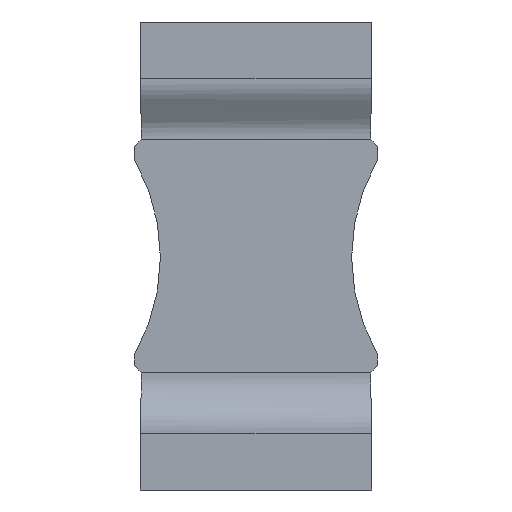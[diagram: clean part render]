
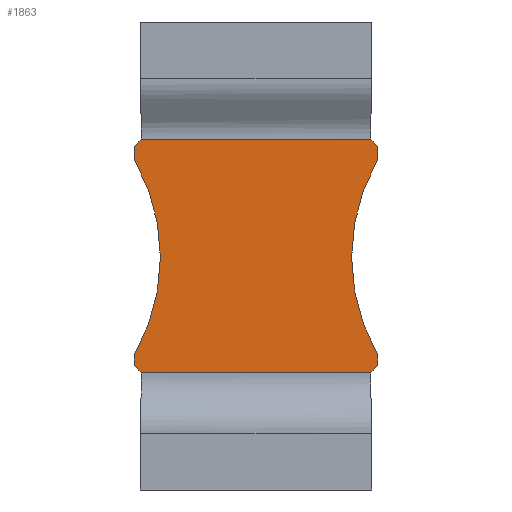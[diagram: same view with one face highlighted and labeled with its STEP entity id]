
A CAD part, front view. The second image highlights one B-rep face of the part: STEP entity #1863.
In plain terms, the highlighted planar face has unit normal (0, -1, 0).
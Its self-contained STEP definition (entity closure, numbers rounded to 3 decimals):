
#10 = CARTESIAN_POINT ( 'NONE',  ( 0., 0.4, 2.338 ) ) ;
#166 = DIRECTION ( 'NONE',  ( 0., 0., 1. ) ) ;
#300 = CARTESIAN_POINT ( 'NONE',  ( 0., 0.4, -2.338 ) ) ;
#363 = ORIENTED_EDGE ( 'NONE', *, *, #9074, .T. ) ;
#373 = EDGE_CURVE ( 'NONE', #8911, #2016, #8507, .T. ) ;
#438 = DIRECTION ( 'NONE',  ( 0., 1., 0. ) ) ;
#484 = VERTEX_POINT ( 'NONE', #11665 ) ;
#512 = DIRECTION ( 'NONE',  ( 0., 1., 0. ) ) ;
#579 = ORIENTED_EDGE ( 'NONE', *, *, #4712, .F. ) ;
#683 = LINE ( 'NONE', #7778, #3352 ) ;
#769 = VECTOR ( 'NONE', #3911, 1000. ) ;
#843 = VERTEX_POINT ( 'NONE', #8124 ) ;
#908 = CARTESIAN_POINT ( 'NONE',  ( 5.053, 0.4, -2.485 ) ) ;
#965 = CARTESIAN_POINT ( 'NONE',  ( 5.2, 0.4, 2.5 ) ) ;
#1242 = CARTESIAN_POINT ( 'NONE',  ( 5.2, 0.4, 2.5 ) ) ;
#1318 = ORIENTED_EDGE ( 'NONE', *, *, #2125, .T. ) ;
#1338 = VECTOR ( 'NONE', #15724, 1000. ) ;
#1832 = LINE ( 'NONE', #7376, #6323 ) ;
#1863 = ADVANCED_FACE ( 'NONE', ( #7608 ), #12851, .F. ) ;
#2016 = VERTEX_POINT ( 'NONE', #15172 ) ;
#2125 = EDGE_CURVE ( 'NONE', #4119, #2460, #683, .T. ) ;
#2126 = EDGE_LOOP ( 'NONE', ( #17872, #4795, #13098, #11566, #12153, #579, #15188, #4309, #13535, #7021, #9670, #12648, #1318, #363, #9878, #3681 ) ) ;
#2148 = CARTESIAN_POINT ( 'NONE',  ( 7.619, 0.4, 0.081 ) ) ;
#2219 = AXIS2_PLACEMENT_3D ( 'NONE', #11405, #7154, #166 ) ;
#2223 = AXIS2_PLACEMENT_3D ( 'NONE', #7233, #512, #16971 ) ;
#2460 = VERTEX_POINT ( 'NONE', #10 ) ;
#2651 = EDGE_CURVE ( 'NONE', #8694, #8942, #11672, .T. ) ;
#2694 = VERTEX_POINT ( 'NONE', #8969 ) ;
#2972 = DIRECTION ( 'NONE',  ( -1., 0., 0. ) ) ;
#3091 = LINE ( 'NONE', #9819, #13248 ) ;
#3352 = VECTOR ( 'NONE', #6497, 1000. ) ;
#3377 = CARTESIAN_POINT ( 'NONE',  ( 5.053, 0.4, 2.501 ) ) ;
#3486 = DIRECTION ( 'NONE',  ( 0., 0., -1. ) ) ;
#3681 = ORIENTED_EDGE ( 'NONE', *, *, #12482, .T. ) ;
#3911 = DIRECTION ( 'NONE',  ( 0., 0., -1. ) ) ;
#3931 = EDGE_CURVE ( 'NONE', #16016, #8694, #10068, .T. ) ;
#4055 = LINE ( 'NONE', #11137, #17589 ) ;
#4105 = CARTESIAN_POINT ( 'NONE',  ( 0., 0.4, 2.5 ) ) ;
#4119 = VERTEX_POINT ( 'NONE', #15448 ) ;
#4178 = DIRECTION ( 'NONE',  ( 0.707, 0., -0.707 ) ) ;
#4217 = VECTOR ( 'NONE', #10566, 1000. ) ;
#4309 = ORIENTED_EDGE ( 'NONE', *, *, #7116, .F. ) ;
#4344 = CARTESIAN_POINT ( 'NONE',  ( 5.2, 0.4, 2.5 ) ) ;
#4518 = CARTESIAN_POINT ( 'NONE',  ( 5.2, 0.4, 2.06 ) ) ;
#4688 = CARTESIAN_POINT ( 'NONE',  ( 5.2, 0.4, 2.5 ) ) ;
#4712 = EDGE_CURVE ( 'NONE', #7049, #8942, #8146, .T. ) ;
#4795 = ORIENTED_EDGE ( 'NONE', *, *, #7687, .T. ) ;
#5118 = CARTESIAN_POINT ( 'NONE',  ( 5.2, 0.4, -2.338 ) ) ;
#5416 = DIRECTION ( 'NONE',  ( -0.007, 0., -1. ) ) ;
#5495 = EDGE_CURVE ( 'NONE', #14494, #8958, #3091, .T. ) ;
#5781 = DIRECTION ( 'NONE',  ( -0.707, 0., 0.707 ) ) ;
#5964 = DIRECTION ( 'NONE',  ( 0., 0., 1. ) ) ;
#6170 = CARTESIAN_POINT ( 'NONE',  ( 5.2, 0.4, -2.109 ) ) ;
#6323 = VECTOR ( 'NONE', #9997, 1000. ) ;
#6497 = DIRECTION ( 'NONE',  ( -0.707, 0., -0.707 ) ) ;
#7021 = ORIENTED_EDGE ( 'NONE', *, *, #12382, .T. ) ;
#7049 = VERTEX_POINT ( 'NONE', #6170 ) ;
#7116 = EDGE_CURVE ( 'NONE', #8911, #10863, #16070, .T. ) ;
#7139 = VECTOR ( 'NONE', #2972, 1000. ) ;
#7148 = CIRCLE ( 'NONE', #2219, 4.18 ) ;
#7154 = DIRECTION ( 'NONE',  ( 0., 1., 0. ) ) ;
#7233 = CARTESIAN_POINT ( 'NONE',  ( 8.823, 0.4, -0.024 ) ) ;
#7267 = DIRECTION ( 'NONE',  ( -0.007, 0., 1. ) ) ;
#7376 = CARTESIAN_POINT ( 'NONE',  ( 5.2, 0.4, -2.5 ) ) ;
#7608 = FACE_OUTER_BOUND ( 'NONE', #2126, .T. ) ;
#7687 = EDGE_CURVE ( 'NONE', #8958, #843, #4055, .T. ) ;
#7726 = VECTOR ( 'NONE', #5781, 1000. ) ;
#7778 = CARTESIAN_POINT ( 'NONE',  ( 2.681, 0.4, 5.019 ) ) ;
#8124 = CARTESIAN_POINT ( 'NONE',  ( 0.147, 0.4, -2.5 ) ) ;
#8146 = LINE ( 'NONE', #1242, #9195 ) ;
#8384 = DIRECTION ( 'NONE',  ( 0., 0., -1. ) ) ;
#8507 = LINE ( 'NONE', #15367, #7726 ) ;
#8694 = VERTEX_POINT ( 'NONE', #908 ) ;
#8811 = EDGE_CURVE ( 'NONE', #7049, #10863, #14940, .T. ) ;
#8911 = VERTEX_POINT ( 'NONE', #9116 ) ;
#8942 = VERTEX_POINT ( 'NONE', #5118 ) ;
#8958 = VERTEX_POINT ( 'NONE', #15969 ) ;
#8969 = CARTESIAN_POINT ( 'NONE',  ( 5.053, 0.4, 2.5 ) ) ;
#9074 = EDGE_CURVE ( 'NONE', #2460, #14951, #12271, .T. ) ;
#9116 = CARTESIAN_POINT ( 'NONE',  ( 5.2, 0.4, 2.338 ) ) ;
#9195 = VECTOR ( 'NONE', #13654, 1000. ) ;
#9424 = CARTESIAN_POINT ( 'NONE',  ( 5.053, 0.4, -2.5 ) ) ;
#9670 = ORIENTED_EDGE ( 'NONE', *, *, #10914, .T. ) ;
#9819 = CARTESIAN_POINT ( 'NONE',  ( 0.181, 0.4, -2.519 ) ) ;
#9878 = ORIENTED_EDGE ( 'NONE', *, *, #12043, .T. ) ;
#9997 = DIRECTION ( 'NONE',  ( -1., 0., 0. ) ) ;
#10068 = LINE ( 'NONE', #15563, #16974 ) ;
#10467 = DIRECTION ( 'NONE',  ( 0.007, 0., 1. ) ) ;
#10566 = DIRECTION ( 'NONE',  ( 0.007, 0., -1. ) ) ;
#10863 = VERTEX_POINT ( 'NONE', #4518 ) ;
#10914 = EDGE_CURVE ( 'NONE', #2694, #11082, #16731, .T. ) ;
#10953 = CARTESIAN_POINT ( 'NONE',  ( 0.147, 0.4, 2.5 ) ) ;
#11082 = VERTEX_POINT ( 'NONE', #10953 ) ;
#11137 = CARTESIAN_POINT ( 'NONE',  ( 0.182, 0.4, 2.536 ) ) ;
#11248 = EDGE_CURVE ( 'NONE', #11082, #4119, #11933, .T. ) ;
#11405 = CARTESIAN_POINT ( 'NONE',  ( -3.623, 0.4, -0.024 ) ) ;
#11566 = ORIENTED_EDGE ( 'NONE', *, *, #3931, .T. ) ;
#11665 = CARTESIAN_POINT ( 'NONE',  ( 0., 0.4, -2.109 ) ) ;
#11672 = LINE ( 'NONE', #2148, #1338 ) ;
#11761 = AXIS2_PLACEMENT_3D ( 'NONE', #4688, #438, #5964 ) ;
#11933 = LINE ( 'NONE', #15790, #4217 ) ;
#12043 = EDGE_CURVE ( 'NONE', #14951, #484, #7148, .T. ) ;
#12075 = VECTOR ( 'NONE', #8384, 1000. ) ;
#12153 = ORIENTED_EDGE ( 'NONE', *, *, #2651, .T. ) ;
#12271 = LINE ( 'NONE', #4105, #12075 ) ;
#12382 = EDGE_CURVE ( 'NONE', #2016, #2694, #17139, .T. ) ;
#12482 = EDGE_CURVE ( 'NONE', #484, #14494, #17503, .T. ) ;
#12648 = ORIENTED_EDGE ( 'NONE', *, *, #11248, .T. ) ;
#12851 = PLANE ( 'NONE',  #11761 ) ;
#13098 = ORIENTED_EDGE ( 'NONE', *, *, #15556, .F. ) ;
#13248 = VECTOR ( 'NONE', #4178, 1000. ) ;
#13266 = VECTOR ( 'NONE', #3486, 1000. ) ;
#13535 = ORIENTED_EDGE ( 'NONE', *, *, #373, .T. ) ;
#13654 = DIRECTION ( 'NONE',  ( 0., 0., -1. ) ) ;
#13711 = CARTESIAN_POINT ( 'NONE',  ( 0., 0.4, 2.5 ) ) ;
#14494 = VERTEX_POINT ( 'NONE', #300 ) ;
#14650 = VECTOR ( 'NONE', #10467, 1000. ) ;
#14817 = CARTESIAN_POINT ( 'NONE',  ( 0., 0.4, 2.06 ) ) ;
#14940 = CIRCLE ( 'NONE', #2223, 4.18 ) ;
#14951 = VERTEX_POINT ( 'NONE', #14817 ) ;
#15172 = CARTESIAN_POINT ( 'NONE',  ( 5.053, 0.4, 2.485 ) ) ;
#15188 = ORIENTED_EDGE ( 'NONE', *, *, #8811, .T. ) ;
#15367 = CARTESIAN_POINT ( 'NONE',  ( 5.119, 0.4, 2.419 ) ) ;
#15448 = CARTESIAN_POINT ( 'NONE',  ( 0.147, 0.4, 2.485 ) ) ;
#15556 = EDGE_CURVE ( 'NONE', #16016, #843, #1832, .T. ) ;
#15563 = CARTESIAN_POINT ( 'NONE',  ( 5.018, 0.4, 2.499 ) ) ;
#15724 = DIRECTION ( 'NONE',  ( 0.707, 0., 0.707 ) ) ;
#15790 = CARTESIAN_POINT ( 'NONE',  ( 0.147, 0.4, 2.464 ) ) ;
#15969 = CARTESIAN_POINT ( 'NONE',  ( 0.147, 0.4, -2.485 ) ) ;
#16016 = VERTEX_POINT ( 'NONE', #9424 ) ;
#16070 = LINE ( 'NONE', #965, #13266 ) ;
#16731 = LINE ( 'NONE', #4344, #7139 ) ;
#16971 = DIRECTION ( 'NONE',  ( 0., 0., 1. ) ) ;
#16974 = VECTOR ( 'NONE', #7267, 1000. ) ;
#17139 = LINE ( 'NONE', #3377, #14650 ) ;
#17503 = LINE ( 'NONE', #13711, #769 ) ;
#17589 = VECTOR ( 'NONE', #5416, 1000. ) ;
#17872 = ORIENTED_EDGE ( 'NONE', *, *, #5495, .T. ) ;
